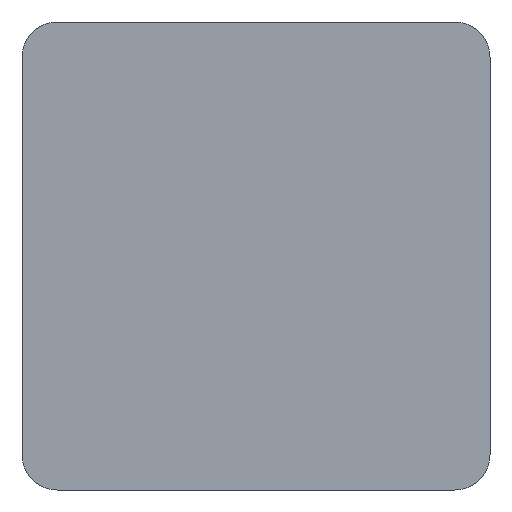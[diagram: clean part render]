
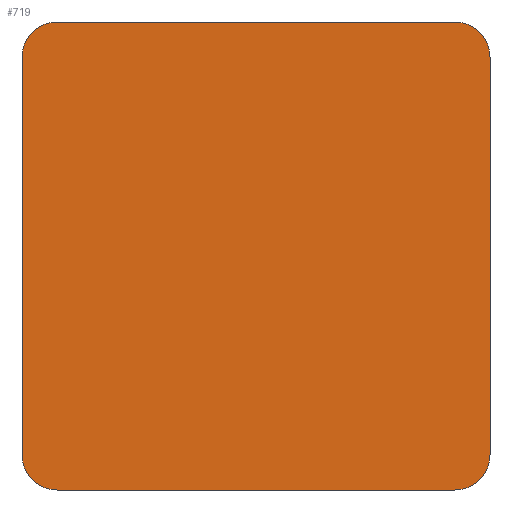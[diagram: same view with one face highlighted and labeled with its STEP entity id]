
A CAD part, front view. The second image highlights one B-rep face of the part: STEP entity #719.
In plain terms, the highlighted planar face has unit normal (0, -1, 0).
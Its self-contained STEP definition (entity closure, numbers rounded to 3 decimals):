
#24=PLANE('',#778);
#60=FACE_OUTER_BOUND('',#101,.T.);
#101=EDGE_LOOP('',(#512,#513,#514,#515,#516,#517,#518,#519));
#148=LINE('',#1038,#238);
#149=LINE('',#1042,#239);
#150=LINE('',#1046,#240);
#151=LINE('',#1049,#241);
#238=VECTOR('',#840,10.);
#239=VECTOR('',#843,10.);
#240=VECTOR('',#846,10.);
#241=VECTOR('',#849,10.);
#327=CIRCLE('',#777,15.);
#328=CIRCLE('',#779,15.);
#329=CIRCLE('',#780,15.);
#330=CIRCLE('',#781,15.);
#340=VERTEX_POINT('',#1031);
#341=VERTEX_POINT('',#1033);
#342=VERTEX_POINT('',#1037);
#343=VERTEX_POINT('',#1039);
#344=VERTEX_POINT('',#1041);
#345=VERTEX_POINT('',#1043);
#346=VERTEX_POINT('',#1045);
#347=VERTEX_POINT('',#1047);
#408=EDGE_CURVE('',#340,#341,#327,.T.);
#410=EDGE_CURVE('',#340,#342,#148,.T.);
#411=EDGE_CURVE('',#343,#342,#328,.T.);
#412=EDGE_CURVE('',#343,#344,#149,.T.);
#413=EDGE_CURVE('',#345,#344,#329,.T.);
#414=EDGE_CURVE('',#345,#346,#150,.T.);
#415=EDGE_CURVE('',#347,#346,#330,.T.);
#416=EDGE_CURVE('',#347,#341,#151,.T.);
#512=ORIENTED_EDGE('',*,*,#408,.F.);
#513=ORIENTED_EDGE('',*,*,#410,.T.);
#514=ORIENTED_EDGE('',*,*,#411,.F.);
#515=ORIENTED_EDGE('',*,*,#412,.T.);
#516=ORIENTED_EDGE('',*,*,#413,.F.);
#517=ORIENTED_EDGE('',*,*,#414,.T.);
#518=ORIENTED_EDGE('',*,*,#415,.F.);
#519=ORIENTED_EDGE('',*,*,#416,.T.);
#719=ADVANCED_FACE('',(#60),#24,.F.);
#777=AXIS2_PLACEMENT_3D('',#1034,#835,#836);
#778=AXIS2_PLACEMENT_3D('',#1036,#838,#839);
#779=AXIS2_PLACEMENT_3D('',#1040,#841,#842);
#780=AXIS2_PLACEMENT_3D('',#1044,#844,#845);
#781=AXIS2_PLACEMENT_3D('',#1048,#847,#848);
#835=DIRECTION('center_axis',(0.,1.,0.));
#836=DIRECTION('ref_axis',(-0.707,0.,-0.707));
#838=DIRECTION('center_axis',(0.,1.,0.));
#839=DIRECTION('ref_axis',(1.,0.,0.));
#840=DIRECTION('',(1.,0.,0.));
#841=DIRECTION('center_axis',(0.,1.,0.));
#842=DIRECTION('ref_axis',(0.707,0.,-0.707));
#843=DIRECTION('',(0.,0.,1.));
#844=DIRECTION('center_axis',(0.,1.,0.));
#845=DIRECTION('ref_axis',(0.707,0.,0.707));
#846=DIRECTION('',(-1.,0.,0.));
#847=DIRECTION('center_axis',(0.,1.,0.));
#848=DIRECTION('ref_axis',(-0.707,0.,0.707));
#849=DIRECTION('',(0.,0.,-1.));
#1031=CARTESIAN_POINT('',(215.,0.,-100.));
#1033=CARTESIAN_POINT('',(200.,0.,-85.));
#1034=CARTESIAN_POINT('Origin',(215.,0.,-85.));
#1036=CARTESIAN_POINT('Origin',(300.,0.,0.));
#1037=CARTESIAN_POINT('',(385.,0.,-100.));
#1038=CARTESIAN_POINT('',(200.,0.,-100.));
#1039=CARTESIAN_POINT('',(400.,0.,-85.));
#1040=CARTESIAN_POINT('Origin',(385.,0.,-85.));
#1041=CARTESIAN_POINT('',(400.,0.,85.));
#1042=CARTESIAN_POINT('',(400.,0.,-100.));
#1043=CARTESIAN_POINT('',(385.,0.,100.));
#1044=CARTESIAN_POINT('Origin',(385.,0.,85.));
#1045=CARTESIAN_POINT('',(215.,0.,100.));
#1046=CARTESIAN_POINT('',(400.,0.,100.));
#1047=CARTESIAN_POINT('',(200.,0.,85.));
#1048=CARTESIAN_POINT('Origin',(215.,0.,85.));
#1049=CARTESIAN_POINT('',(200.,0.,100.));
